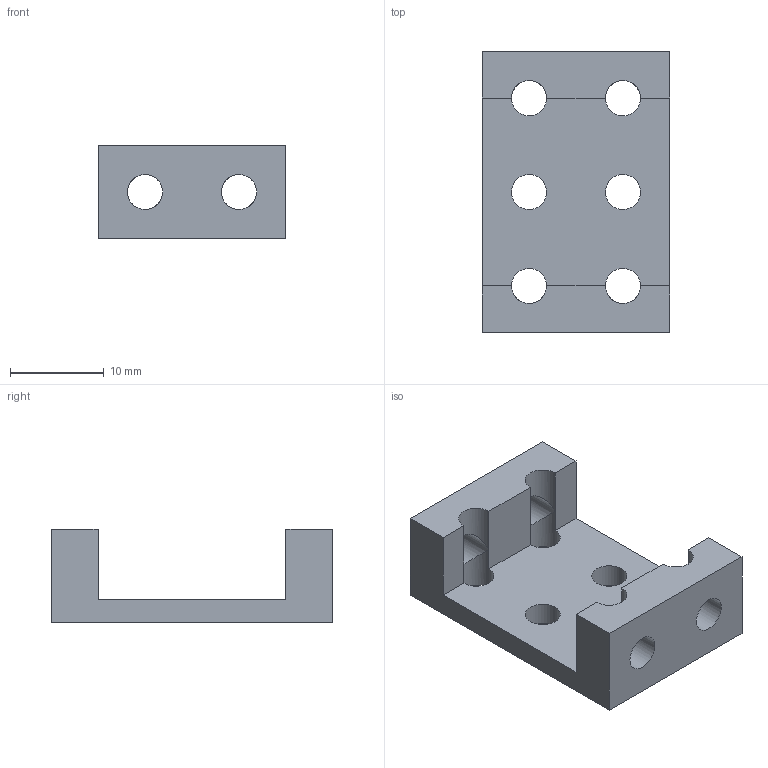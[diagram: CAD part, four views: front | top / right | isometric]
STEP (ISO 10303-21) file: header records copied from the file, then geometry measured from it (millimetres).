
FILE_DESCRIPTION(('Open CASCADE Model'),'2;1');
FILE_NAME('Open CASCADE Shape Model','2025-12-29T18:39:35',('Author'),( 'Open CASCADE'),'Open CASCADE STEP processor 7.8','Open CASCADE 7.8' ,'Unknown');
FILE_SCHEMA(('AUTOMOTIVE_DESIGN { 1 0 10303 214 1 1 1 1 }'));
Length unit declared in the file: millimetre
Products named in the file (1): Open CASCADE STEP translator 7.8 6
Bounding box: 20 x 30 x 10 mm (x, y, z)
Volume: 2518.1 mm3; surface area: 2387.3 mm2
Topology: 1 solids, 1 shells, 28 faces, 90 edges, 56 vertices
Faces by surface type: plane 14, cylinder 14
Full cylindrical faces by diameter (mm): 3.75 x10
Entity records: 2394 total; most frequent: CARTESIAN_POINT 655, DIRECTION 304, ORIENTED_EDGE 180, PCURVE 180, DEFINITIONAL_REPRESENTATION 180, LINE 166, VECTOR 166, EDGE_CURVE 90
